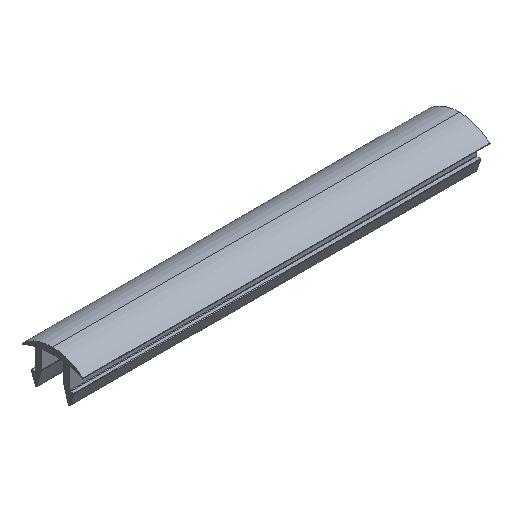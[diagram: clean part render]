
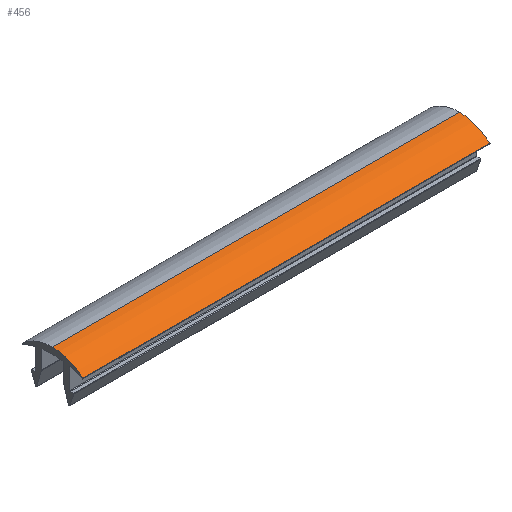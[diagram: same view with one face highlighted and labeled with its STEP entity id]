
A CAD part, isometric view. The second image highlights one B-rep face of the part: STEP entity #456.
In plain terms, the highlighted cylindrical face has radius 11.022 mm (diameter 22.043 mm), a partial arc.
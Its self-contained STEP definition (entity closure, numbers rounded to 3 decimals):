
#337 = VERTEX_POINT ( 'NONE', #968 ) ;
#339 = ORIENTED_EDGE ( 'NONE', *, *, #341, .T. ) ;
#340 = EDGE_CURVE ( 'NONE', #485, #337, #1000, .T. ) ;
#341 = EDGE_CURVE ( 'NONE', #343, #337, #962, .T. ) ;
#342 = EDGE_CURVE ( 'NONE', #484, #343, #944, .T. ) ;
#343 = VERTEX_POINT ( 'NONE', #973 ) ;
#345 = ORIENTED_EDGE ( 'NONE', *, *, #340, .F. ) ;
#365 = EDGE_CURVE ( 'NONE', #484, #485, #977, .T. ) ;
#456 = ADVANCED_FACE ( 'NONE', ( #1076 ), #1138, .T. ) ;
#457 = ORIENTED_EDGE ( 'NONE', *, *, #365, .F. ) ;
#464 = EDGE_LOOP ( 'NONE', ( #457, #486, #339, #345 ) ) ;
#484 = VERTEX_POINT ( 'NONE', #1163 ) ;
#485 = VERTEX_POINT ( 'NONE', #1119 ) ;
#486 = ORIENTED_EDGE ( 'NONE', *, *, #342, .T. ) ;
#942 = DIRECTION ( 'NONE',  ( -1., 0., 0. ) ) ;
#943 = VECTOR ( 'NONE', #942, 1000. ) ;
#944 = LINE ( 'NONE', #985, #943 ) ;
#947 = DIRECTION ( 'NONE',  ( 0., 0., -1. ) ) ;
#958 = DIRECTION ( 'NONE',  ( 1., 0., 0. ) ) ;
#962 = CIRCLE ( 'NONE', #1023, 11.022 ) ;
#968 = CARTESIAN_POINT ( 'NONE',  ( 0., -1670.332, 2445.856 ) ) ;
#973 = CARTESIAN_POINT ( 'NONE',  ( 0., -1662.869, 2448.767 ) ) ;
#974 = DIRECTION ( 'NONE',  ( 0., 0., -1. ) ) ;
#975 = DIRECTION ( 'NONE',  ( 1., 0., 0. ) ) ;
#976 = AXIS2_PLACEMENT_3D ( 'NONE', #1033, #975, #974 ) ;
#977 = CIRCLE ( 'NONE', #976, 11.022 ) ;
#983 = CARTESIAN_POINT ( 'NONE',  ( 0., -1662.869, 2437.745 ) ) ;
#985 = CARTESIAN_POINT ( 'NONE',  ( 100., -1662.869, 2448.767 ) ) ;
#999 = CARTESIAN_POINT ( 'NONE',  ( 100., -1670.332, 2445.856 ) ) ;
#1000 = LINE ( 'NONE', #999, #1022 ) ;
#1021 = DIRECTION ( 'NONE',  ( -1., 0., 0. ) ) ;
#1022 = VECTOR ( 'NONE', #1021, 1000. ) ;
#1023 = AXIS2_PLACEMENT_3D ( 'NONE', #983, #958, #947 ) ;
#1033 = CARTESIAN_POINT ( 'NONE',  ( 100., -1662.869, 2437.745 ) ) ;
#1076 = FACE_OUTER_BOUND ( 'NONE', #464, .T. ) ;
#1119 = CARTESIAN_POINT ( 'NONE',  ( 100., -1670.332, 2445.856 ) ) ;
#1121 = DIRECTION ( 'NONE',  ( 0., 0., 1. ) ) ;
#1137 = DIRECTION ( 'NONE',  ( -1., 0., 0. ) ) ;
#1138 = CYLINDRICAL_SURFACE ( 'NONE', #1169, 11.022 ) ;
#1163 = CARTESIAN_POINT ( 'NONE',  ( 100., -1662.869, 2448.767 ) ) ;
#1168 = CARTESIAN_POINT ( 'NONE',  ( 100., -1662.869, 2437.745 ) ) ;
#1169 = AXIS2_PLACEMENT_3D ( 'NONE', #1168, #1137, #1121 ) ;
